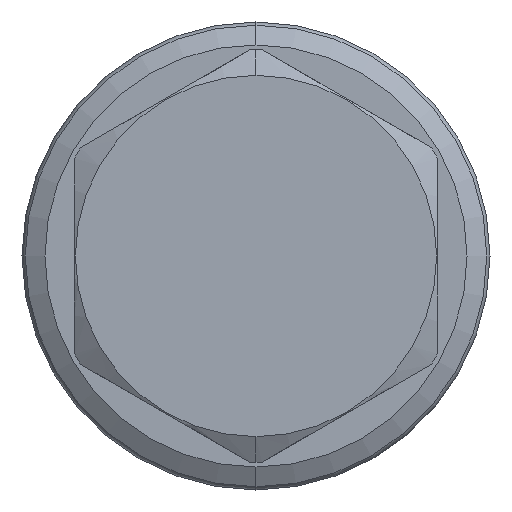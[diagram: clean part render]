
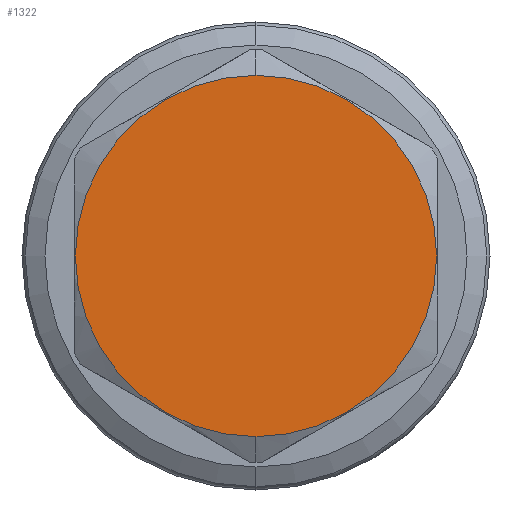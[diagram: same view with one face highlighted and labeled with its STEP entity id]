
A CAD part, left-side view. The second image highlights one B-rep face of the part: STEP entity #1322.
In plain terms, the highlighted planar face has unit normal (-1, 0, 0).
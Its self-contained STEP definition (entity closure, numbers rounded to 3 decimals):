
#105 = DIRECTION ( 'NONE',  ( 0., 0., 1. ) ) ;
#172 = CARTESIAN_POINT ( 'NONE',  ( 0., 0., -20.5 ) ) ;
#286 = DIRECTION ( 'NONE',  ( 0., 0., -1. ) ) ;
#359 = VERTEX_POINT ( 'NONE', #3089 ) ;
#375 = EDGE_CURVE ( 'NONE', #1680, #359, #475, .T. ) ;
#437 = AXIS2_PLACEMENT_3D ( 'NONE', #955, #6694, #6624 ) ;
#475 = CIRCLE ( 'NONE', #437, 20.5 ) ;
#757 = ORIENTED_EDGE ( 'NONE', *, *, #375, .T. ) ;
#955 = CARTESIAN_POINT ( 'NONE',  ( 0., 0., 0. ) ) ;
#988 = EDGE_CURVE ( 'NONE', #359, #1680, #2526, .T. ) ;
#1322 = ADVANCED_FACE ( 'NONE', ( #9172 ), #3109, .F. ) ;
#1680 = VERTEX_POINT ( 'NONE', #172 ) ;
#2506 = AXIS2_PLACEMENT_3D ( 'NONE', #5949, #5981, #286 ) ;
#2526 = CIRCLE ( 'NONE', #6548, 20.5 ) ;
#3089 = CARTESIAN_POINT ( 'NONE',  ( 0., 0., 20.5 ) ) ;
#3109 = PLANE ( 'NONE',  #2506 ) ;
#4316 = CARTESIAN_POINT ( 'NONE',  ( 0., 0., 0. ) ) ;
#5732 = DIRECTION ( 'NONE',  ( -1., 0., 0. ) ) ;
#5733 = EDGE_LOOP ( 'NONE', ( #757, #8650 ) ) ;
#5949 = CARTESIAN_POINT ( 'NONE',  ( 0., 0., -23.787 ) ) ;
#5981 = DIRECTION ( 'NONE',  ( 1., 0., 0. ) ) ;
#6548 = AXIS2_PLACEMENT_3D ( 'NONE', #4316, #5732, #105 ) ;
#6624 = DIRECTION ( 'NONE',  ( 0., 0., 1. ) ) ;
#6694 = DIRECTION ( 'NONE',  ( -1., 0., 0. ) ) ;
#8650 = ORIENTED_EDGE ( 'NONE', *, *, #988, .T. ) ;
#9172 = FACE_OUTER_BOUND ( 'NONE', #5733, .T. ) ;
